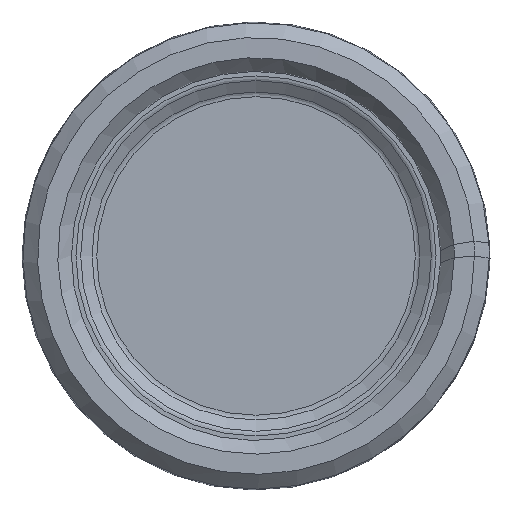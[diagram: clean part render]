
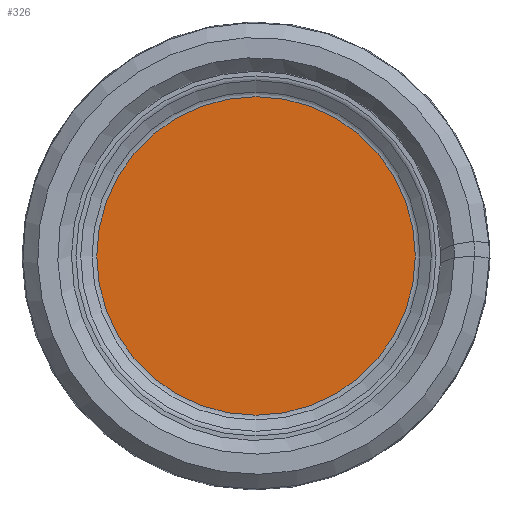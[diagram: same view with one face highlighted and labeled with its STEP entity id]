
A CAD part, top view. The second image highlights one B-rep face of the part: STEP entity #326.
In plain terms, the highlighted planar face has unit normal (0, 0, 1).
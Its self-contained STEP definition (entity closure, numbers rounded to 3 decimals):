
#59=PLANE('',#738);
#326=ADVANCED_FACE('',(#366),#59,.F.);
#366=FACE_OUTER_BOUND('',#414,.T.);
#414=EDGE_LOOP('',(#560));
#459=CIRCLE('',#736,58.342);
#560=ORIENTED_EDGE('',*,*,#659,.T.);
#605=VERTEX_POINT('',#1236);
#659=EDGE_CURVE('',#605,#605,#459,.T.);
#736=AXIS2_PLACEMENT_3D('',#1235,#852,#853);
#738=AXIS2_PLACEMENT_3D('',#1238,#856,#857);
#852=DIRECTION('',(0.,0.,1.));
#853=DIRECTION('',(1.,0.,0.));
#856=DIRECTION('',(0.,0.,-1.));
#857=DIRECTION('',(-1.,0.,0.));
#1235=CARTESIAN_POINT('',(0.,0.,-9.));
#1236=CARTESIAN_POINT('',(58.342,0.,-9.));
#1238=CARTESIAN_POINT('',(-52.5,0.,-9.));
